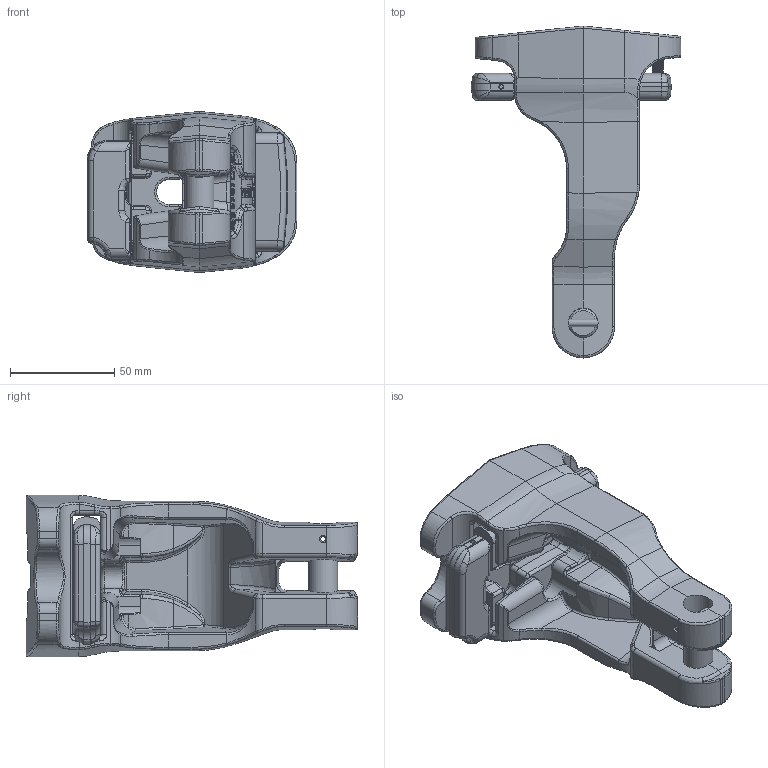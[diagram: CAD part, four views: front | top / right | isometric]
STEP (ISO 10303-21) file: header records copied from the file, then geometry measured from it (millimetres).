
FILE_DESCRIPTION(/* description */ (''),/* implementation_level */ '2;1');
FILE_NAME(/* name */ 'ISWP 10_Kundenmodell.stp',/* time_stamp */ '2022-06-17T13:47:10+02:00',/* author */ (''),/* organization */ (''),/* preprocessor_version */ 'ST-DEVELOPER v16',/* originating_system */ 'SIEMENS PLM Software NX 11.0',/* authorisation */ '');
FILE_SCHEMA (('AUTOMOTIVE_DESIGN { 1 0 10303 214 3 1 1 1 }'));
Products named in the file (1): baf91C4ED0Amaab
Bounding box: 100.95 x 159.5 x 77.5 mm (x, y, z)
Volume: 310338.1 mm3; surface area: 77761.3 mm2
Topology: 8 solids, 8 shells, 1378 faces, 3433 edges, 2081 vertices
Faces by surface type: plane 422, cylinder 344, bspline 288, extrusion 217, torus 67, sphere 24, cone 16
Full cylindrical faces by diameter (mm): 2 x2, 2.2 x3, 2.5 x1, 3 x1, 3.5 x3, 4.2 x2, 9.5 x1, 14 x1, 14.3 x2
Entity records: 60623 total; most frequent: CARTESIAN_POINT 30422, ORIENTED_EDGE 6720, DIRECTION 5457, EDGE_CURVE 3360, VERTEX_POINT 2064, AXIS2_PLACEMENT_3D 1981, VECTOR 1495, EDGE_LOOP 1470
